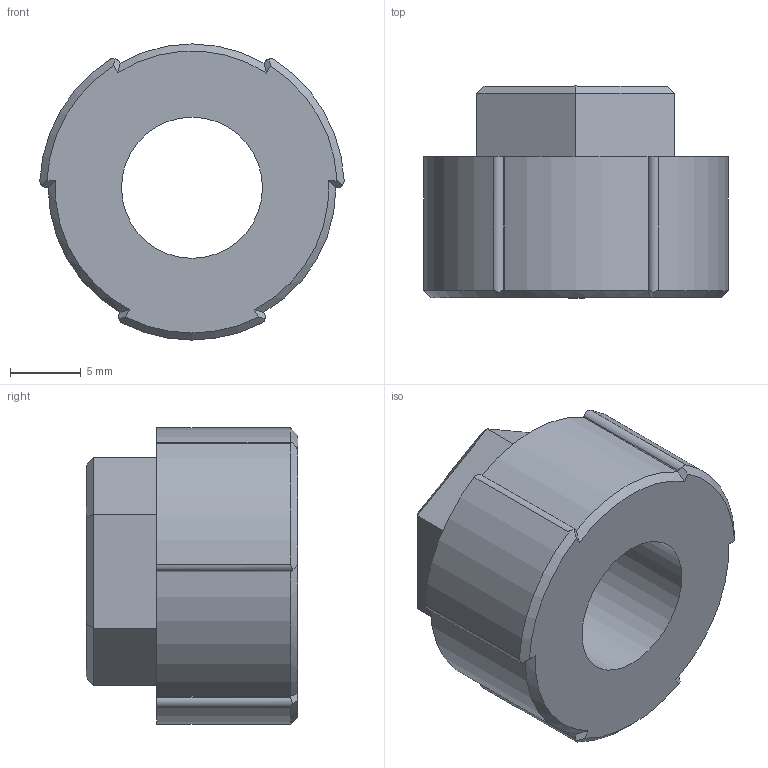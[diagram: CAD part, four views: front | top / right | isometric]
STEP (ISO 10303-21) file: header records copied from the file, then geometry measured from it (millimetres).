
FILE_DESCRIPTION(/* description */ ('STEP AP214'),/* implementation_level */ '2;1');
FILE_NAME(/* name */ '619baa129c982163520750a3',/* time_stamp */ '2021-11-22T14:32:51+00:00',/* author */ (''),/* organization */ (''),/* preprocessor_version */ 'ST-DEVELOPER v18.1',/* originating_system */ ' ',/* authorisation */ ' ');
FILE_SCHEMA (('AUTOMOTIVE_DESIGN {1 0 10303 214 3 1 1}'));
Length unit declared in the file: metre
Products named in the file (1): Couvercle
Bounding box: 21.57 x 15 x 21 mm (x, y, z)
Volume: 3119.2 mm3; surface area: 1896.9 mm2
Topology: 1 solids, 1 shells, 46 faces, 117 edges, 74 vertices
Faces by surface type: plane 27, cylinder 13, cone 6
Full cylindrical faces by diameter (mm): 10 x1
Entity records: 1424 total; most frequent: CARTESIAN_POINT 291, ORIENTED_EDGE 232, DIRECTION 224, EDGE_CURVE 116, AXIS2_PLACEMENT_3D 79, VERTEX_POINT 74, LINE 66, VECTOR 66
